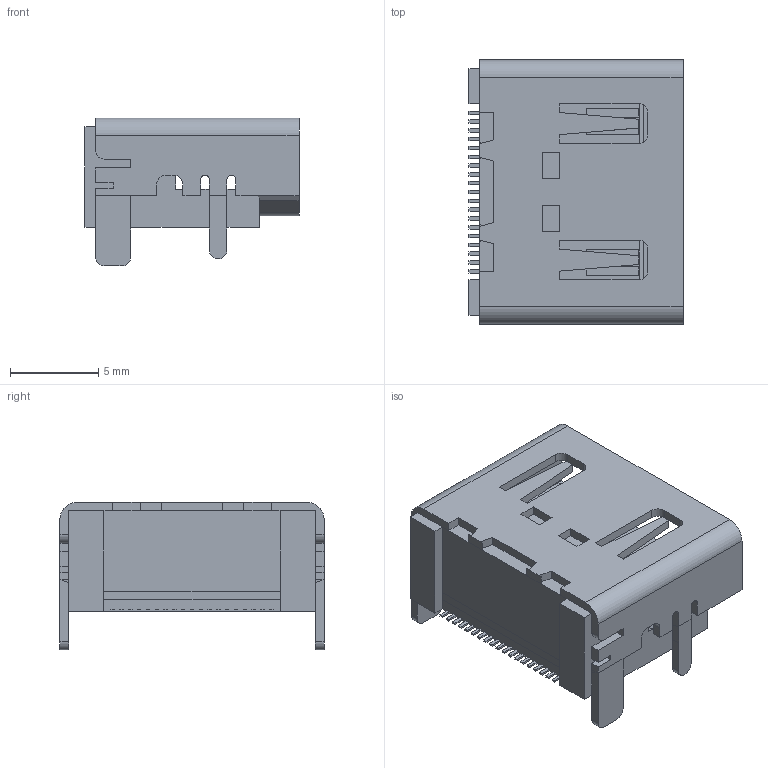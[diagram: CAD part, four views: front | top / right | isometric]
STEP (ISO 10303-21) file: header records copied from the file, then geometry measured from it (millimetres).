
FILE_DESCRIPTION(('FreeCAD Model'),'2;1');
FILE_NAME('Open CASCADE Shape Model','2022-02-22T00:59:59',( 'kicad StepUp'),('ksu MCAD'),'Open CASCADE STEP processor 7.5', 'FreeCAD','Unknown');
FILE_SCHEMA(('AUTOMOTIVE_DESIGN { 1 0 10303 214 1 1 1 1 }'));
Length unit declared in the file: millimetre
Products named in the file (1): HDMI_A_Molex_208658-1001_Horizontal
Bounding box: 12.15 x 15 x 8.39 mm (x, y, z)
Volume: 666.2 mm3; surface area: 1096.5 mm2
Topology: 1 solids, 1 shells, 435 faces, 1184 edges, 758 vertices
Faces by surface type: plane 407, cylinder 28
Entity records: 16474 total; most frequent: CARTESIAN_POINT 2378, ORIENTED_EDGE 2372, DIRECTION 2114, EDGE_CURVE 1184, LINE 1126, VECTOR 1126, VERTEX_POINT 758, AXIS2_PLACEMENT_3D 494
